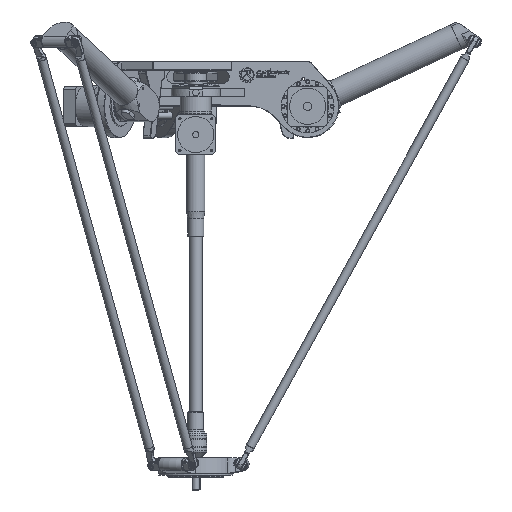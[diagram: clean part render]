
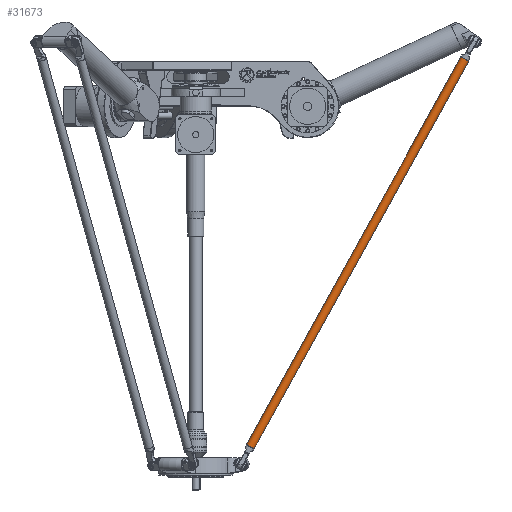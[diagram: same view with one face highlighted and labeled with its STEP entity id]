
A CAD part, front view. The second image highlights one B-rep face of the part: STEP entity #31673.
In plain terms, the highlighted cylindrical face has radius 10 mm (diameter 20 mm), a full revolution.
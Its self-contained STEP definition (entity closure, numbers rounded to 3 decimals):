
#1108=FACE_BOUND('',#6286,.T.);
#3860=FACE_OUTER_BOUND('',#6285,.T.);
#6285=EDGE_LOOP('',(#26977));
#6286=EDGE_LOOP('',(#26978));
#7937=CIRCLE('',#34855,10.);
#7940=CIRCLE('',#34860,10.);
#15666=VERTEX_POINT('',#59099);
#15669=VERTEX_POINT('',#59107);
#19539=EDGE_CURVE('',#15666,#15666,#7937,.T.);
#19542=EDGE_CURVE('',#15669,#15669,#7940,.T.);
#26977=ORIENTED_EDGE('',*,*,#19539,.T.);
#26978=ORIENTED_EDGE('',*,*,#19542,.T.);
#29034=CYLINDRICAL_SURFACE('',#34861,10.);
#31673=ADVANCED_FACE('',(#3860,#1108),#29034,.T.);
#34855=AXIS2_PLACEMENT_3D('',#59100,#42898,#42899);
#34860=AXIS2_PLACEMENT_3D('',#59108,#42908,#42909);
#34861=AXIS2_PLACEMENT_3D('',#59109,#42910,#42911);
#42898=DIRECTION('center_axis',(1.,0.,0.));
#42899=DIRECTION('ref_axis',(0.,0.,1.));
#42908=DIRECTION('center_axis',(-1.,0.,0.));
#42909=DIRECTION('ref_axis',(0.,0.,1.));
#42910=DIRECTION('center_axis',(-1.,0.,0.));
#42911=DIRECTION('ref_axis',(0.,0.,1.));
#59099=CARTESIAN_POINT('',(45.029,-10.,0.));
#59100=CARTESIAN_POINT('Origin',(45.029,0.,
0.));
#59107=CARTESIAN_POINT('',(1034.971,-10.,0.));
#59108=CARTESIAN_POINT('Origin',(1034.971,0.,
0.));
#59109=CARTESIAN_POINT('Origin',(1035.,0.,0.));
